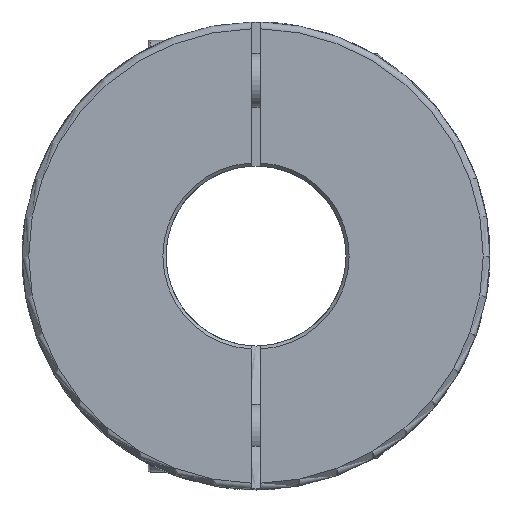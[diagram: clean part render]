
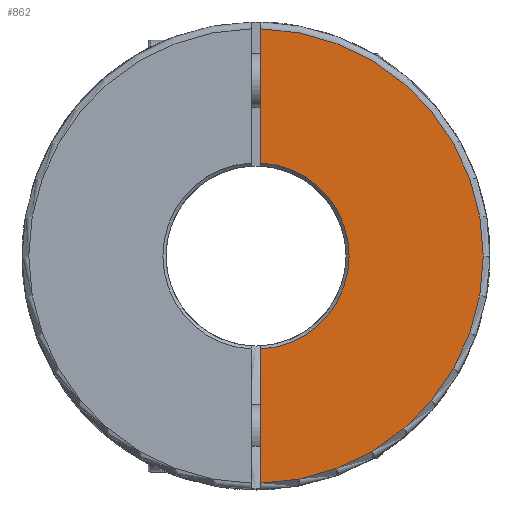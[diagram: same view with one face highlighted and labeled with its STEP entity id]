
A CAD part, left-side view. The second image highlights one B-rep face of the part: STEP entity #862.
In plain terms, the highlighted planar face has unit normal (-1, 0, 0).
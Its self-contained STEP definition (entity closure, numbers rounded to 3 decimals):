
#77 = AXIS2_PLACEMENT_3D ( 'NONE', #8016, #4547, #6559 ) ;
#203 = DIRECTION ( 'NONE',  ( 1., 0., 0. ) ) ;
#321 = ORIENTED_EDGE ( 'NONE', *, *, #4204, .F. ) ;
#862 = ADVANCED_FACE ( 'NONE', ( #6026 ), #8072, .F. ) ;
#1311 = VERTEX_POINT ( 'NONE', #8076 ) ;
#1473 = DIRECTION ( 'NONE',  ( 0., 0., 1. ) ) ;
#1541 = ORIENTED_EDGE ( 'NONE', *, *, #2202, .F. ) ;
#1713 = DIRECTION ( 'NONE',  ( 0., 0., 1. ) ) ;
#2202 = EDGE_CURVE ( 'NONE', #6771, #1311, #7938, .T. ) ;
#2336 = AXIS2_PLACEMENT_3D ( 'NONE', #2495, #4640, #3223 ) ;
#2495 = CARTESIAN_POINT ( 'NONE',  ( -40.25, 0., 0. ) ) ;
#2627 = VECTOR ( 'NONE', #1713, 1000. ) ;
#2988 = ORIENTED_EDGE ( 'NONE', *, *, #7740, .T. ) ;
#3031 = CARTESIAN_POINT ( 'NONE',  ( -40.25, 0., 0. ) ) ;
#3129 = DIRECTION ( 'NONE',  ( 0., 0., -1. ) ) ;
#3223 = DIRECTION ( 'NONE',  ( 0., 1., 0. ) ) ;
#4085 = VERTEX_POINT ( 'NONE', #4180 ) ;
#4180 = CARTESIAN_POINT ( 'NONE',  ( -40.25, -1., -50.49 ) ) ;
#4204 = EDGE_CURVE ( 'NONE', #4085, #8874, #6328, .T. ) ;
#4311 = CARTESIAN_POINT ( 'NONE',  ( -40.25, -1., 0. ) ) ;
#4531 = CARTESIAN_POINT ( 'NONE',  ( -40.25, -1., -20.676 ) ) ;
#4547 = DIRECTION ( 'NONE',  ( -1., 0., 0. ) ) ;
#4640 = DIRECTION ( 'NONE',  ( 1., 0., 0. ) ) ;
#4865 = VECTOR ( 'NONE', #1473, 1000. ) ;
#4987 = AXIS2_PLACEMENT_3D ( 'NONE', #3031, #203, #3129 ) ;
#6022 = EDGE_CURVE ( 'NONE', #6771, #8874, #7585, .T. ) ;
#6026 = FACE_OUTER_BOUND ( 'NONE', #8426, .T. ) ;
#6328 = LINE ( 'NONE', #4311, #4865 ) ;
#6559 = DIRECTION ( 'NONE',  ( 0., 0., -1. ) ) ;
#6771 = VERTEX_POINT ( 'NONE', #7556 ) ;
#7556 = CARTESIAN_POINT ( 'NONE',  ( -40.25, -1., 20.676 ) ) ;
#7585 = CIRCLE ( 'NONE', #4987, 20.7 ) ;
#7740 = EDGE_CURVE ( 'NONE', #4085, #1311, #8477, .T. ) ;
#7840 = CARTESIAN_POINT ( 'NONE',  ( -40.25, -1., 0. ) ) ;
#7938 = LINE ( 'NONE', #7840, #2627 ) ;
#8016 = CARTESIAN_POINT ( 'NONE',  ( -40.25, 0., 0. ) ) ;
#8072 = PLANE ( 'NONE',  #2336 ) ;
#8076 = CARTESIAN_POINT ( 'NONE',  ( -40.25, -1., 50.49 ) ) ;
#8426 = EDGE_LOOP ( 'NONE', ( #321, #2988, #1541, #8791 ) ) ;
#8477 = CIRCLE ( 'NONE', #77, 50.5 ) ;
#8791 = ORIENTED_EDGE ( 'NONE', *, *, #6022, .T. ) ;
#8874 = VERTEX_POINT ( 'NONE', #4531 ) ;
